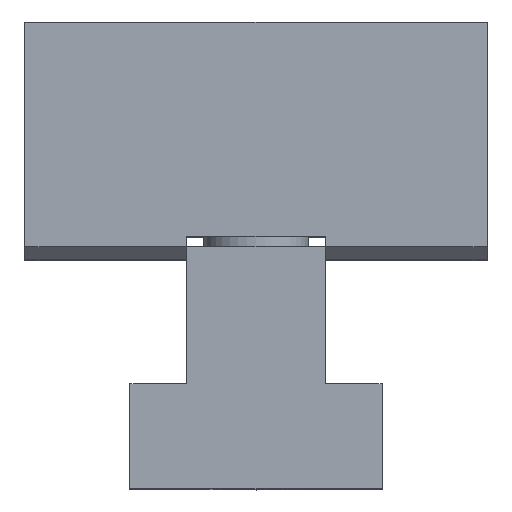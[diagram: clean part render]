
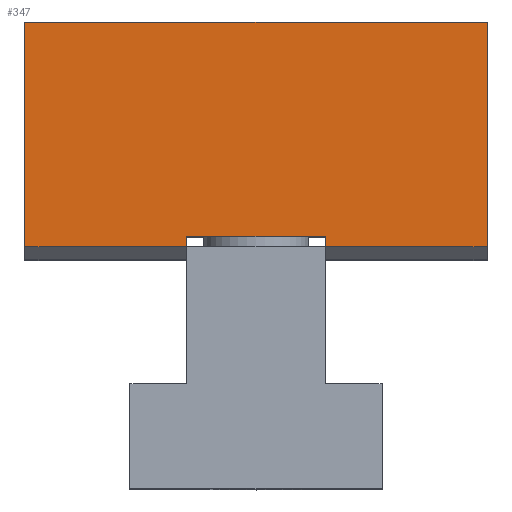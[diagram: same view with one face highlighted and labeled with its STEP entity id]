
A CAD part, top view. The second image highlights one B-rep face of the part: STEP entity #347.
In plain terms, the highlighted planar face has unit normal (0, 0, 1).
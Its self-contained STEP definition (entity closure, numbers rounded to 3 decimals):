
#347=ADVANCED_FACE('',(#711),#712,.T.);
#711=FACE_OUTER_BOUND('',#1106,.T.);
#712=PLANE('',#1107);
#1106=EDGE_LOOP('',(#2098,#2099,#2100,#2101,#2102,#2103,#2104,#2105));
#1107=AXIS2_PLACEMENT_3D('',#2106,#2107,#2108);
#2098=ORIENTED_EDGE('',*,*,#2398,.T.);
#2099=ORIENTED_EDGE('',*,*,#2443,.T.);
#2100=ORIENTED_EDGE('',*,*,#2740,.T.);
#2101=ORIENTED_EDGE('',*,*,#2737,.T.);
#2102=ORIENTED_EDGE('',*,*,#2395,.T.);
#2103=ORIENTED_EDGE('',*,*,#2489,.T.);
#2104=ORIENTED_EDGE('',*,*,#2742,.T.);
#2105=ORIENTED_EDGE('',*,*,#2722,.T.);
#2106=CARTESIAN_POINT('',(0.0,11.7,30.0));
#2107=DIRECTION('',(0.0,0.0,1.0));
#2108=DIRECTION('',(1.0,0.0,0.0));
#2395=EDGE_CURVE('',#2865,#2869,#2871,.T.);
#2398=EDGE_CURVE('',#2876,#2873,#2877,.T.);
#2443=EDGE_CURVE('',#2873,#2962,#2964,.T.);
#2489=EDGE_CURVE('',#2869,#3050,#3052,.T.);
#2722=EDGE_CURVE('',#3362,#2876,#3363,.T.);
#2737=EDGE_CURVE('',#3380,#2865,#3381,.T.);
#2740=EDGE_CURVE('',#2962,#3380,#3384,.T.);
#2742=EDGE_CURVE('',#3050,#3362,#3386,.T.);
#2865=VERTEX_POINT('',#3560);
#2869=VERTEX_POINT('',#3566);
#2871=LINE('',#3569,#3570);
#2873=VERTEX_POINT('',#3572);
#2876=VERTEX_POINT('',#3576);
#2877=LINE('',#3577,#3578);
#2962=VERTEX_POINT('',#3705);
#2964=LINE('',#3708,#3709);
#3050=VERTEX_POINT('',#3837);
#3052=LINE('',#3840,#3841);
#3362=VERTEX_POINT('',#4305);
#3363=LINE('',#4306,#4307);
#3380=VERTEX_POINT('',#4329);
#3381=LINE('',#4330,#4331);
#3384=LINE('',#4335,#4336);
#3386=LINE('',#4338,#4339);
#3560=CARTESIAN_POINT('',(6.6,2.0,30.0));
#3566=CARTESIAN_POINT('',(22.0,2.0,30.0));
#3569=CARTESIAN_POINT('',(0.5,2.0,30.0));
#3570=VECTOR('',#4558,1.0);
#3572=CARTESIAN_POINT('',(-6.6,2.0,30.0));
#3576=CARTESIAN_POINT('',(-22.0,2.0,30.0));
#3577=CARTESIAN_POINT('',(0.5,2.0,30.0));
#3578=VECTOR('',#4560,1.0);
#3705=CARTESIAN_POINT('',(-6.6,3.0,30.0));
#3708=CARTESIAN_POINT('',(-6.6,2.0,30.0));
#3709=VECTOR('',#4604,1.0);
#3837=CARTESIAN_POINT('',(22.0,23.4,30.0));
#3840=CARTESIAN_POINT('',(22.0,11.7,30.0));
#3841=VECTOR('',#4648,1.0);
#4305=CARTESIAN_POINT('',(-22.0,23.4,30.0));
#4306=CARTESIAN_POINT('',(-22.0,11.7,30.0));
#4307=VECTOR('',#4803,1.0);
#4329=CARTESIAN_POINT('',(6.6,3.0,30.0));
#4330=CARTESIAN_POINT('',(6.6,2.0,30.0));
#4331=VECTOR('',#4821,1.0);
#4335=CARTESIAN_POINT('',(0.0,3.0,30.0));
#4336=VECTOR('',#4823,1.0);
#4338=CARTESIAN_POINT('',(0.0,23.4,30.0));
#4339=VECTOR('',#4824,1.0);
#4558=DIRECTION('',(1.0,0.0,0.0));
#4560=DIRECTION('',(1.0,0.0,0.0));
#4604=DIRECTION('',(0.0,1.0,0.0));
#4648=DIRECTION('',(0.0,1.0,0.0));
#4803=DIRECTION('',(0.0,-1.0,0.0));
#4821=DIRECTION('',(0.0,-1.0,0.0));
#4823=DIRECTION('',(1.0,0.0,0.0));
#4824=DIRECTION('',(-1.0,0.0,0.0));
